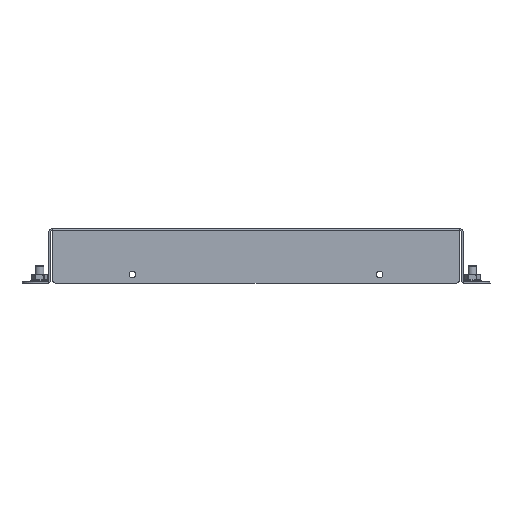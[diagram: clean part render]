
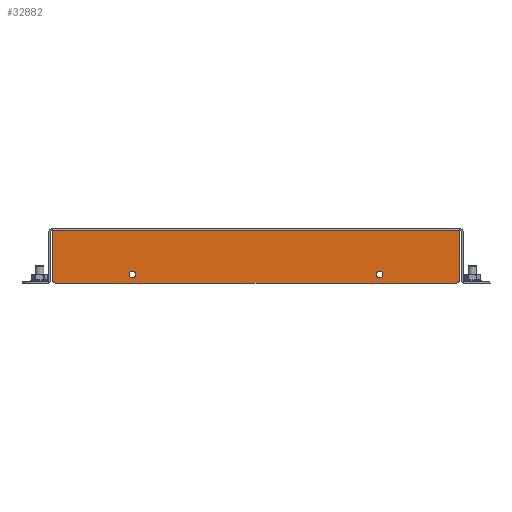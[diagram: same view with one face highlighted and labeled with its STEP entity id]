
A CAD part, front view. The second image highlights one B-rep face of the part: STEP entity #32882.
In plain terms, the highlighted planar face has unit normal (0, -1, 0).
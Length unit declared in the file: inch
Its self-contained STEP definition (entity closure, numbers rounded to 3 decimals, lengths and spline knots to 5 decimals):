
#856 = ORIENTED_EDGE ( 'NONE', *, *, #31842, .F. ) ;
#1226 = ORIENTED_EDGE ( 'NONE', *, *, #26278, .F. ) ;
#1719 = DIRECTION ( 'NONE',  ( 0., 0., 1. ) ) ;
#2644 = ORIENTED_EDGE ( 'NONE', *, *, #33197, .F. ) ;
#3427 = AXIS2_PLACEMENT_3D ( 'NONE', #9751, #12555, #12733 ) ;
#3761 = CARTESIAN_POINT ( 'NONE',  ( 0.847, -0.048, -13.349 ) ) ;
#4826 = VERTEX_POINT ( 'NONE', #28057 ) ;
#5310 = CARTESIAN_POINT ( 'NONE',  ( 0.972, -0.048, -13.474 ) ) ;
#6284 = CARTESIAN_POINT ( 'NONE',  ( 0.847, -0.048, -11.9885 ) ) ;
#7664 = FACE_OUTER_BOUND ( 'NONE', #28530, .T. ) ;
#7699 = VERTEX_POINT ( 'NONE', #29776 ) ;
#7836 = DIRECTION ( 'NONE',  ( 0., 1., 0. ) ) ;
#7972 = AXIS2_PLACEMENT_3D ( 'NONE', #19608, #8452, #16666 ) ;
#8204 = CARTESIAN_POINT ( 'NONE',  ( 12.378, -0.048, -11.9885 ) ) ;
#8452 = DIRECTION ( 'NONE',  ( 0., 1., 0. ) ) ;
#8858 = VERTEX_POINT ( 'NONE', #16898 ) ;
#8935 = VERTEX_POINT ( 'NONE', #6284 ) ;
#9270 = EDGE_CURVE ( 'NONE', #22033, #8935, #32034, .T. ) ;
#9366 = EDGE_CURVE ( 'NONE', #8935, #17598, #33405, .T. ) ;
#9369 = DIRECTION ( 'NONE',  ( 0., 1., 0. ) ) ;
#9751 = CARTESIAN_POINT ( 'NONE',  ( 3.1125, -0.048, -13.224 ) ) ;
#10446 = VECTOR ( 'NONE', #22605, 39.37008 ) ;
#12555 = DIRECTION ( 'NONE',  ( 0., 1., 0. ) ) ;
#12733 = DIRECTION ( 'NONE',  ( 0., 0., -1. ) ) ;
#13341 = CARTESIAN_POINT ( 'NONE',  ( 6.6125, -0.048, -13.474 ) ) ;
#14774 = EDGE_LOOP ( 'NONE', ( #18916 ) ) ;
#14829 = CARTESIAN_POINT ( 'NONE',  ( 12.253, -0.048, -13.349 ) ) ;
#15225 = VECTOR ( 'NONE', #20842, 39.37008 ) ;
#16352 = CIRCLE ( 'NONE', #7972, 0.125 ) ;
#16666 = DIRECTION ( 'NONE',  ( 0., 0., 1. ) ) ;
#16731 = VERTEX_POINT ( 'NONE', #24902 ) ;
#16787 = ORIENTED_EDGE ( 'NONE', *, *, #9366, .F. ) ;
#16898 = CARTESIAN_POINT ( 'NONE',  ( 3.1125, -0.048, -13.318 ) ) ;
#17598 = VERTEX_POINT ( 'NONE', #8204 ) ;
#18143 = FACE_BOUND ( 'NONE', #14774, .T. ) ;
#18916 = ORIENTED_EDGE ( 'NONE', *, *, #20261, .T. ) ;
#19113 = LINE ( 'NONE', #22400, #27481 ) ;
#19608 = CARTESIAN_POINT ( 'NONE',  ( 0.972, -0.048, -13.349 ) ) ;
#20013 = DIRECTION ( 'NONE',  ( 0., 0., -1. ) ) ;
#20084 = EDGE_CURVE ( 'NONE', #8858, #8858, #21255, .T. ) ;
#20261 = EDGE_CURVE ( 'NONE', #16731, #16731, #32956, .T. ) ;
#20495 = LINE ( 'NONE', #13341, #15225 ) ;
#20842 = DIRECTION ( 'NONE',  ( -1., 0., 0. ) ) ;
#21255 = CIRCLE ( 'NONE', #3427, 0.094 ) ;
#21302 = AXIS2_PLACEMENT_3D ( 'NONE', #14829, #25290, #1719 ) ;
#22033 = VERTEX_POINT ( 'NONE', #3761 ) ;
#22096 = ORIENTED_EDGE ( 'NONE', *, *, #28586, .F. ) ;
#22400 = CARTESIAN_POINT ( 'NONE',  ( 12.378, -0.048, -12.71125 ) ) ;
#22605 = DIRECTION ( 'NONE',  ( 1., 0., 0. ) ) ;
#22706 = VECTOR ( 'NONE', #27318, 39.37008 ) ;
#24047 = FACE_BOUND ( 'NONE', #30857, .T. ) ;
#24680 = DIRECTION ( 'NONE',  ( 0., 0., -1. ) ) ;
#24902 = CARTESIAN_POINT ( 'NONE',  ( 10.1125, -0.048, -13.318 ) ) ;
#25047 = CARTESIAN_POINT ( 'NONE',  ( 12.378, -0.048, -11.9885 ) ) ;
#25290 = DIRECTION ( 'NONE',  ( 0., 1., 0. ) ) ;
#25734 = AXIS2_PLACEMENT_3D ( 'NONE', #33256, #9369, #20013 ) ;
#26100 = VERTEX_POINT ( 'NONE', #5310 ) ;
#26278 = EDGE_CURVE ( 'NONE', #26100, #22033, #16352, .T. ) ;
#26526 = ORIENTED_EDGE ( 'NONE', *, *, #20084, .T. ) ;
#27318 = DIRECTION ( 'NONE',  ( 0., 0., 1. ) ) ;
#27427 = CIRCLE ( 'NONE', #21302, 0.125 ) ;
#27481 = VECTOR ( 'NONE', #24680, 39.37008 ) ;
#28057 = CARTESIAN_POINT ( 'NONE',  ( 12.253, -0.048, -13.474 ) ) ;
#28530 = EDGE_LOOP ( 'NONE', ( #16787, #31435, #1226, #2644, #856, #22096 ) ) ;
#28586 = EDGE_CURVE ( 'NONE', #17598, #7699, #19113, .T. ) ;
#28753 = PLANE ( 'NONE',  #34137 ) ;
#28930 = DIRECTION ( 'NONE',  ( 0., 0., 1. ) ) ;
#29776 = CARTESIAN_POINT ( 'NONE',  ( 12.378, -0.048, -13.349 ) ) ;
#29927 = CARTESIAN_POINT ( 'NONE',  ( 0.847, -0.048, -12.71125 ) ) ;
#30857 = EDGE_LOOP ( 'NONE', ( #26526 ) ) ;
#31362 = CARTESIAN_POINT ( 'NONE',  ( 12.378, -0.048, 0.0035 ) ) ;
#31435 = ORIENTED_EDGE ( 'NONE', *, *, #9270, .F. ) ;
#31842 = EDGE_CURVE ( 'NONE', #7699, #4826, #27427, .T. ) ;
#32034 = LINE ( 'NONE', #29927, #22706 ) ;
#32882 = ADVANCED_FACE ( 'NONE', ( #18143, #24047, #7664 ), #28753, .F. ) ;
#32956 = CIRCLE ( 'NONE', #25734, 0.094 ) ;
#33197 = EDGE_CURVE ( 'NONE', #4826, #26100, #20495, .T. ) ;
#33256 = CARTESIAN_POINT ( 'NONE',  ( 10.1125, -0.048, -13.224 ) ) ;
#33405 = LINE ( 'NONE', #25047, #10446 ) ;
#34137 = AXIS2_PLACEMENT_3D ( 'NONE', #31362, #7836, #28930 ) ;
